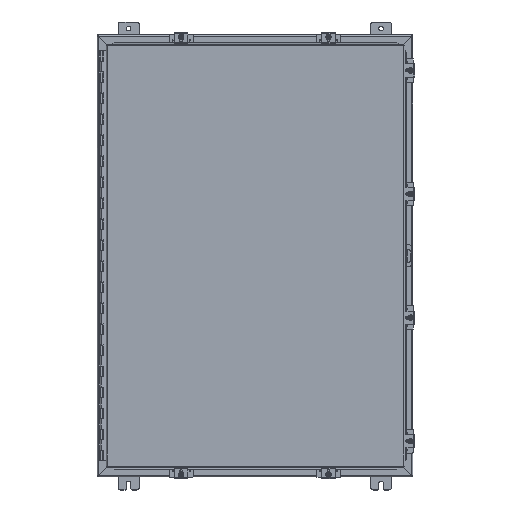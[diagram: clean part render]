
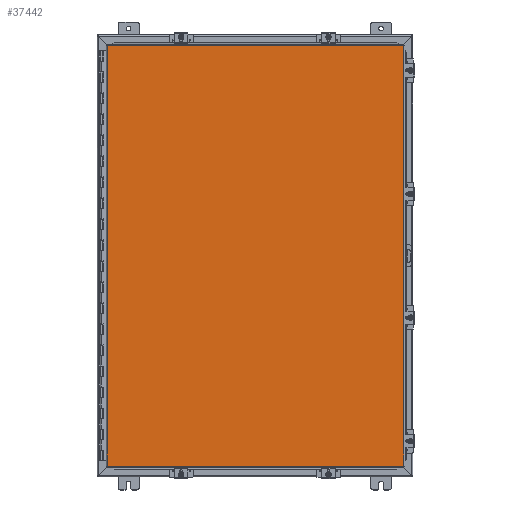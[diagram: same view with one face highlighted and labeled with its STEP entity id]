
A CAD part, top view. The second image highlights one B-rep face of the part: STEP entity #37442.
In plain terms, the highlighted face is planar.
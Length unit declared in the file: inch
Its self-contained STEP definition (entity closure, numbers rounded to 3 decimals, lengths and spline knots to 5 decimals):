
#41 = CARTESIAN_POINT ( 'NONE',  ( 14.08225, -19.9885, 0. ) ) ;
#565 = CARTESIAN_POINT ( 'NONE',  ( 14.08225, 19.9885, 0. ) ) ;
#2167 = EDGE_LOOP ( 'NONE', ( #41382, #8896, #18576, #28647 ) ) ;
#4431 = LINE ( 'NONE', #38873, #25282 ) ;
#5332 = EDGE_CURVE ( 'NONE', #35491, #34744, #4431, .T. ) ;
#8603 = LINE ( 'NONE', #42145, #19006 ) ;
#8864 = LINE ( 'NONE', #31404, #43875 ) ;
#8896 = ORIENTED_EDGE ( 'NONE', *, *, #9255, .T. ) ;
#9255 = EDGE_CURVE ( 'NONE', #9633, #46524, #8603, .T. ) ;
#9633 = VERTEX_POINT ( 'NONE', #48821 ) ;
#14295 = EDGE_CURVE ( 'NONE', #34744, #9633, #26483, .T. ) ;
#15453 = EDGE_CURVE ( 'NONE', #46524, #35491, #8864, .T. ) ;
#18015 = DIRECTION ( 'NONE',  ( 0., 0., 1. ) ) ;
#18576 = ORIENTED_EDGE ( 'NONE', *, *, #15453, .T. ) ;
#19006 = VECTOR ( 'NONE', #42388, 39.37008 ) ;
#23708 = CARTESIAN_POINT ( 'NONE',  ( -14.08225, -9.99425, 0. ) ) ;
#25282 = VECTOR ( 'NONE', #38863, 39.37008 ) ;
#26199 = DIRECTION ( 'NONE',  ( 0., 1., 0. ) ) ;
#26483 = LINE ( 'NONE', #23708, #27727 ) ;
#27727 = VECTOR ( 'NONE', #26199, 39.37008 ) ;
#28647 = ORIENTED_EDGE ( 'NONE', *, *, #5332, .T. ) ;
#31404 = CARTESIAN_POINT ( 'NONE',  ( 14.08225, 9.99425, 0. ) ) ;
#34744 = VERTEX_POINT ( 'NONE', #42294 ) ;
#35491 = VERTEX_POINT ( 'NONE', #41 ) ;
#37442 = ADVANCED_FACE ( 'NONE', ( #48075 ), #49345, .F. ) ;
#38863 = DIRECTION ( 'NONE',  ( -1., 0., 0. ) ) ;
#38873 = CARTESIAN_POINT ( 'NONE',  ( 7.04113, -19.9885, 0. ) ) ;
#40629 = DIRECTION ( 'NONE',  ( 0., -1., 0. ) ) ;
#41382 = ORIENTED_EDGE ( 'NONE', *, *, #14295, .T. ) ;
#41564 = CARTESIAN_POINT ( 'NONE',  ( 0., 0., 0. ) ) ;
#41862 = AXIS2_PLACEMENT_3D ( 'NONE', #41564, #18015, #45515 ) ;
#42145 = CARTESIAN_POINT ( 'NONE',  ( -7.09375, 19.9885, 0. ) ) ;
#42294 = CARTESIAN_POINT ( 'NONE',  ( -14.08225, -19.9885, 0. ) ) ;
#42388 = DIRECTION ( 'NONE',  ( 1., 0., 0. ) ) ;
#43875 = VECTOR ( 'NONE', #40629, 39.37008 ) ;
#45515 = DIRECTION ( 'NONE',  ( 1., 0., 0. ) ) ;
#46524 = VERTEX_POINT ( 'NONE', #565 ) ;
#48075 = FACE_OUTER_BOUND ( 'NONE', #2167, .T. ) ;
#48821 = CARTESIAN_POINT ( 'NONE',  ( -14.08225, 19.9885, 0. ) ) ;
#49345 = PLANE ( 'NONE',  #41862 ) ;
